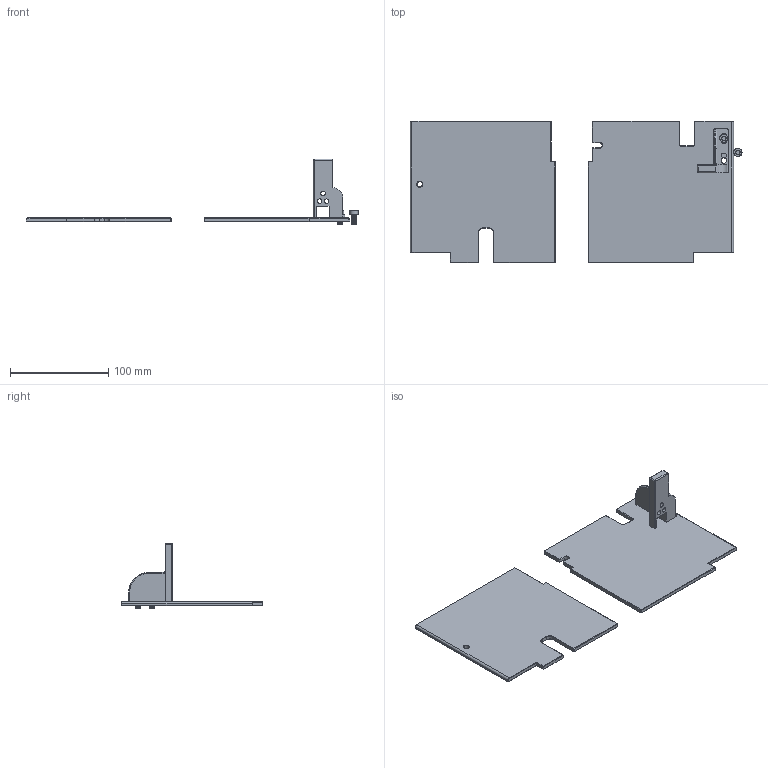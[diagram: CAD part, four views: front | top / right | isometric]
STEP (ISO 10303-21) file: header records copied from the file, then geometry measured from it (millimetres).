
FILE_DESCRIPTION(/* description */ (''),/* implementation_level */ '2;1');
FILE_NAME(/* name */ 'RearDeck v2.step',/* time_stamp */ '2022-02-15T23:10:56+00:00',/* author */ (''),/* organization */ (''),/* preprocessor_version */ 'ST-DEVELOPER v18.1',/* originating_system */ 'Autodesk Translation Framework v10.10.0.1391',/* authorisation */ '');
FILE_SCHEMA (('AUTOMOTIVE_DESIGN { 1 0 10303 214 3 1 1 }'));
Length unit declared in the file: millimetre
Products named in the file (7): RearDeck; Rear Deck; Deck, Rear Right; Deck, Rear Left; Deck, Z Anchor v1; Z Chain Anchor; SHCS, M5X10 v1
Assembly tree (7 placements, depth 4):
  RearDeck
    Rear Deck
      Deck, Rear Right
      Deck, Rear Left
      Deck, Z Anchor v1
        Z Chain Anchor
        SHCS, M5X10 v1  x2
Bounding box: 338.57 x 144 x 67.25 mm (x, y, z)
Volume: 176468.9 mm3; surface area: 94056.9 mm2
Topology: 5 solids, 5 shells, 320 faces, 730 edges, 424 vertices
Faces by surface type: plane 184, cylinder 87, cone 40, torus 4, bspline 4, sphere 1
Full cylindrical faces by diameter (mm): 3.961 x22, 4.7 x3, 5 x24, 5.5 x3, 8.5 x2
Entity records: 9832 total; most frequent: CARTESIAN_POINT 3723, ORIENTED_EDGE 1216, DIRECTION 1214, EDGE_CURVE 608, LINE 438, VECTOR 438, AXIS2_PLACEMENT_3D 388, VERTEX_POINT 347
